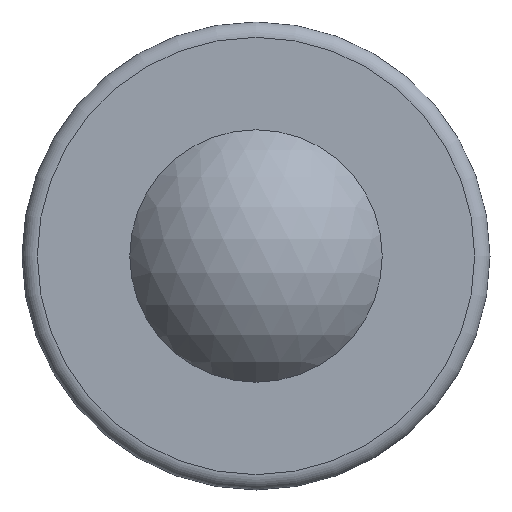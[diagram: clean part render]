
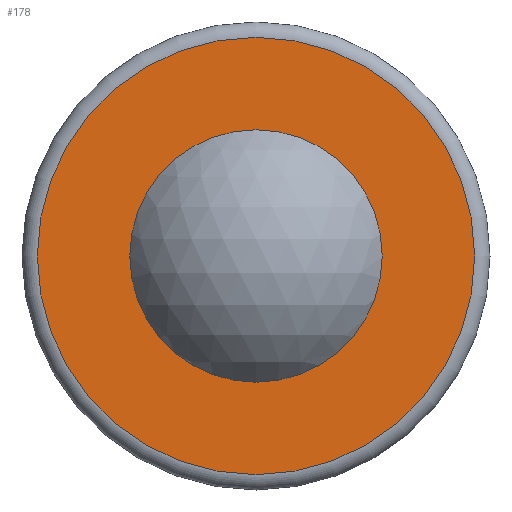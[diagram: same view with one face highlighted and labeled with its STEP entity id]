
A CAD part, left-side view. The second image highlights one B-rep face of the part: STEP entity #178.
In plain terms, the highlighted planar face has unit normal (-1, 0, 0).
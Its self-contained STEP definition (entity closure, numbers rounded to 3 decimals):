
#18=PLANE('',#215);
#41=FACE_BOUND('',#64,.T.);
#47=FACE_OUTER_BOUND('',#63,.T.);
#63=EDGE_LOOP('',(#138));
#64=EDGE_LOOP('',(#139));
#79=CIRCLE('',#213,41.578);
#81=CIRCLE('',#216,24.);
#94=VERTEX_POINT('',#315);
#95=VERTEX_POINT('',#319);
#109=EDGE_CURVE('',#94,#94,#79,.T.);
#111=EDGE_CURVE('',#95,#95,#81,.T.);
#138=ORIENTED_EDGE('',*,*,#109,.T.);
#139=ORIENTED_EDGE('',*,*,#111,.F.);
#178=ADVANCED_FACE('',(#47,#41),#18,.T.);
#213=AXIS2_PLACEMENT_3D('',#316,#253,#254);
#215=AXIS2_PLACEMENT_3D('',#318,#257,#258);
#216=AXIS2_PLACEMENT_3D('',#320,#259,#260);
#253=DIRECTION('center_axis',(-1.,0.,0.));
#254=DIRECTION('ref_axis',(0.,0.,1.));
#257=DIRECTION('center_axis',(-1.,0.,0.));
#258=DIRECTION('ref_axis',(0.,0.,1.));
#259=DIRECTION('center_axis',(-1.,0.,0.));
#260=DIRECTION('ref_axis',(0.,0.,1.));
#315=CARTESIAN_POINT('',(282.221,0.,-41.578));
#316=CARTESIAN_POINT('Origin',(282.221,0.,0.));
#318=CARTESIAN_POINT('Origin',(282.221,-24.,0.));
#319=CARTESIAN_POINT('',(282.221,0.,24.));
#320=CARTESIAN_POINT('Origin',(282.221,0.,0.));
